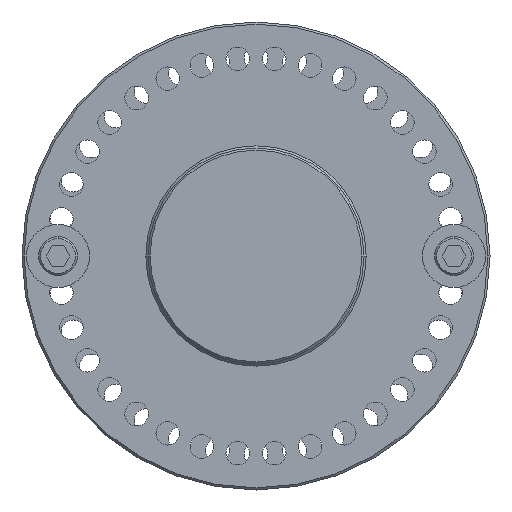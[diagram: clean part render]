
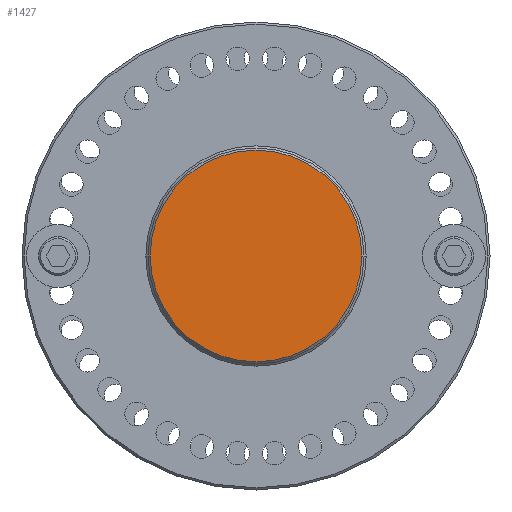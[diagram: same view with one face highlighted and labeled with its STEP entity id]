
A CAD part, left-side view. The second image highlights one B-rep face of the part: STEP entity #1427.
In plain terms, the highlighted planar face has unit normal (-1, 0, 0).
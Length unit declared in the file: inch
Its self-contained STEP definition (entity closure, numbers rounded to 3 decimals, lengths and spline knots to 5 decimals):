
#109 = EDGE_LOOP ( 'NONE', ( #2507, #2508 ) ) ;
#163 = VERTEX_POINT ( 'NONE', #3310 ) ;
#164 = VERTEX_POINT ( 'NONE', #2386 ) ;
#196 = EDGE_CURVE ( 'NONE', #164, #163, #2912, .T. ) ;
#381 = EDGE_CURVE ( 'NONE', #163, #164, #3779, .T. ) ;
#1427 = ADVANCED_FACE ( 'NONE', ( #6729 ), #7129, .T. ) ;
#2386 = CARTESIAN_POINT ( 'NONE',  ( -1., 0.735, 0. ) ) ;
#2507 = ORIENTED_EDGE ( 'NONE', *, *, #196, .T. ) ;
#2508 = ORIENTED_EDGE ( 'NONE', *, *, #381, .T. ) ;
#2912 = CIRCLE ( 'NONE', #3108, 0.735 ) ;
#3108 = AXIS2_PLACEMENT_3D ( 'NONE', #3391, #3394, #3395 ) ;
#3200 = AXIS2_PLACEMENT_3D ( 'NONE', #4102, #4103, #4104 ) ;
#3310 = CARTESIAN_POINT ( 'NONE',  ( -1., -0.735, 0. ) ) ;
#3391 = CARTESIAN_POINT ( 'NONE',  ( -1., 0., 0. ) ) ;
#3394 = DIRECTION ( 'NONE',  ( -1., 0., 0. ) ) ;
#3395 = DIRECTION ( 'NONE',  ( 0., -1., 0. ) ) ;
#3779 = CIRCLE ( 'NONE', #3200, 0.735 ) ;
#4102 = CARTESIAN_POINT ( 'NONE',  ( -1., 0., 0. ) ) ;
#4103 = DIRECTION ( 'NONE',  ( -1., 0., 0. ) ) ;
#4104 = DIRECTION ( 'NONE',  ( 0., -1., 0. ) ) ;
#5237 = AXIS2_PLACEMENT_3D ( 'NONE', #7127, #7132, #7133 ) ;
#6729 = FACE_OUTER_BOUND ( 'NONE', #109, .T. ) ;
#7127 = CARTESIAN_POINT ( 'NONE',  ( -1., 0.75, 0. ) ) ;
#7129 = PLANE ( 'NONE',  #5237 ) ;
#7132 = DIRECTION ( 'NONE',  ( -1., 0., 0. ) ) ;
#7133 = DIRECTION ( 'NONE',  ( 0., -1., 0. ) ) ;
